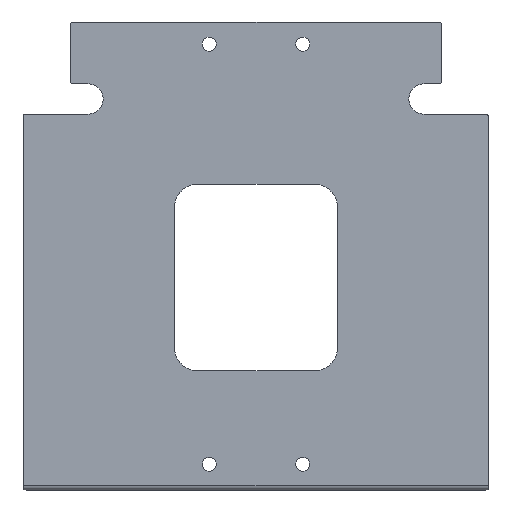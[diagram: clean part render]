
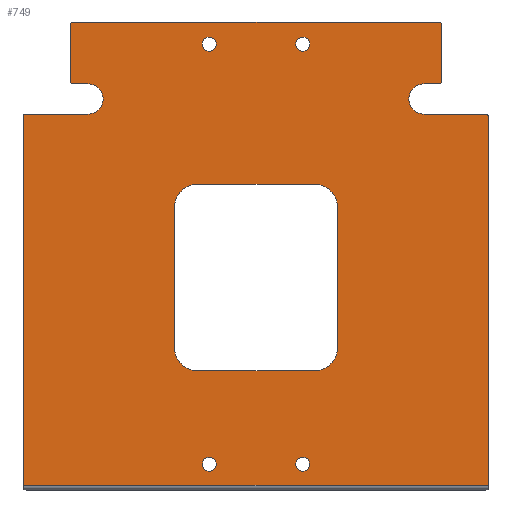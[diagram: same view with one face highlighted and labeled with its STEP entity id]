
A CAD part, top view. The second image highlights one B-rep face of the part: STEP entity #749.
In plain terms, the highlighted planar face has unit normal (0, 0, 1).
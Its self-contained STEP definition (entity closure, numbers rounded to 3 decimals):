
#15=FACE_BOUND('',#103,.T.);
#16=FACE_BOUND('',#104,.T.);
#17=FACE_BOUND('',#105,.T.);
#18=FACE_BOUND('',#106,.T.);
#19=FACE_BOUND('',#107,.T.);
#32=PLANE('',#818);
#61=FACE_OUTER_BOUND('',#102,.T.);
#102=EDGE_LOOP('',(#556,#557,#558,#559,#560,#561,#562,#563,#564,#565,#566,
#567,#568,#569,#570,#571,#572));
#103=EDGE_LOOP('',(#573,#574,#575,#576,#577,#578,#579,#580));
#104=EDGE_LOOP('',(#581));
#105=EDGE_LOOP('',(#582));
#106=EDGE_LOOP('',(#583));
#107=EDGE_LOOP('',(#584));
#143=LINE('',#1115,#214);
#147=LINE('',#1132,#218);
#151=LINE('',#1144,#222);
#166=LINE('',#1188,#237);
#169=LINE('',#1194,#240);
#170=LINE('',#1198,#241);
#171=LINE('',#1202,#242);
#172=LINE('',#1206,#243);
#173=LINE('',#1210,#244);
#174=LINE('',#1214,#245);
#175=LINE('',#1218,#246);
#176=LINE('',#1220,#247);
#177=LINE('',#1221,#248);
#178=LINE('',#1222,#249);
#214=VECTOR('',#883,10.);
#218=VECTOR('',#901,10.);
#222=VECTOR('',#913,10.);
#237=VECTOR('',#954,10.);
#240=VECTOR('',#959,10.);
#241=VECTOR('',#962,10.);
#242=VECTOR('',#965,10.);
#243=VECTOR('',#968,10.);
#244=VECTOR('',#971,10.);
#245=VECTOR('',#974,10.);
#246=VECTOR('',#977,10.);
#247=VECTOR('',#978,10.);
#248=VECTOR('',#979,10.);
#249=VECTOR('',#980,10.);
#282=CIRCLE('',#792,10.);
#283=CIRCLE('',#795,10.);
#286=CIRCLE('',#799,10.);
#288=CIRCLE('',#803,10.);
#293=CIRCLE('',#815,1.);
#295=CIRCLE('',#819,6.5);
#296=CIRCLE('',#820,1.);
#297=CIRCLE('',#821,1.);
#298=CIRCLE('',#822,1.);
#299=CIRCLE('',#823,1.);
#300=CIRCLE('',#824,6.5);
#301=CIRCLE('',#825,3.);
#302=CIRCLE('',#826,3.);
#303=CIRCLE('',#827,3.);
#304=CIRCLE('',#828,3.);
#321=VERTEX_POINT('',#1105);
#322=VERTEX_POINT('',#1107);
#324=VERTEX_POINT('',#1113);
#325=VERTEX_POINT('',#1117);
#329=VERTEX_POINT('',#1126);
#330=VERTEX_POINT('',#1128);
#333=VERTEX_POINT('',#1138);
#334=VERTEX_POINT('',#1140);
#346=VERTEX_POINT('',#1178);
#347=VERTEX_POINT('',#1179);
#350=VERTEX_POINT('',#1187);
#352=VERTEX_POINT('',#1193);
#353=VERTEX_POINT('',#1195);
#354=VERTEX_POINT('',#1197);
#355=VERTEX_POINT('',#1199);
#356=VERTEX_POINT('',#1201);
#357=VERTEX_POINT('',#1203);
#358=VERTEX_POINT('',#1205);
#359=VERTEX_POINT('',#1207);
#360=VERTEX_POINT('',#1209);
#361=VERTEX_POINT('',#1211);
#362=VERTEX_POINT('',#1213);
#363=VERTEX_POINT('',#1215);
#364=VERTEX_POINT('',#1217);
#365=VERTEX_POINT('',#1219);
#366=VERTEX_POINT('',#1223);
#367=VERTEX_POINT('',#1225);
#368=VERTEX_POINT('',#1227);
#369=VERTEX_POINT('',#1229);
#391=EDGE_CURVE('',#321,#322,#282,.T.);
#395=EDGE_CURVE('',#321,#324,#143,.T.);
#396=EDGE_CURVE('',#325,#324,#283,.T.);
#401=EDGE_CURVE('',#329,#330,#286,.T.);
#403=EDGE_CURVE('',#329,#322,#147,.T.);
#407=EDGE_CURVE('',#333,#334,#288,.T.);
#409=EDGE_CURVE('',#333,#330,#151,.T.);
#426=EDGE_CURVE('',#346,#347,#293,.T.);
#430=EDGE_CURVE('',#350,#347,#166,.T.);
#433=EDGE_CURVE('',#346,#352,#169,.T.);
#434=EDGE_CURVE('',#352,#353,#295,.T.);
#435=EDGE_CURVE('',#353,#354,#170,.T.);
#436=EDGE_CURVE('',#355,#354,#296,.T.);
#437=EDGE_CURVE('',#355,#356,#171,.T.);
#438=EDGE_CURVE('',#357,#356,#297,.T.);
#439=EDGE_CURVE('',#357,#358,#172,.T.);
#440=EDGE_CURVE('',#359,#358,#298,.T.);
#441=EDGE_CURVE('',#359,#360,#173,.T.);
#442=EDGE_CURVE('',#361,#360,#299,.T.);
#443=EDGE_CURVE('',#361,#362,#174,.T.);
#444=EDGE_CURVE('',#362,#363,#300,.T.);
#445=EDGE_CURVE('',#363,#364,#175,.T.);
#446=EDGE_CURVE('',#364,#365,#176,.T.);
#447=EDGE_CURVE('',#365,#350,#177,.T.);
#448=EDGE_CURVE('',#325,#334,#178,.T.);
#449=EDGE_CURVE('',#366,#366,#301,.T.);
#450=EDGE_CURVE('',#367,#367,#302,.T.);
#451=EDGE_CURVE('',#368,#368,#303,.T.);
#452=EDGE_CURVE('',#369,#369,#304,.T.);
#556=ORIENTED_EDGE('',*,*,#426,.F.);
#557=ORIENTED_EDGE('',*,*,#433,.T.);
#558=ORIENTED_EDGE('',*,*,#434,.T.);
#559=ORIENTED_EDGE('',*,*,#435,.T.);
#560=ORIENTED_EDGE('',*,*,#436,.F.);
#561=ORIENTED_EDGE('',*,*,#437,.T.);
#562=ORIENTED_EDGE('',*,*,#438,.F.);
#563=ORIENTED_EDGE('',*,*,#439,.T.);
#564=ORIENTED_EDGE('',*,*,#440,.F.);
#565=ORIENTED_EDGE('',*,*,#441,.T.);
#566=ORIENTED_EDGE('',*,*,#442,.F.);
#567=ORIENTED_EDGE('',*,*,#443,.T.);
#568=ORIENTED_EDGE('',*,*,#444,.T.);
#569=ORIENTED_EDGE('',*,*,#445,.T.);
#570=ORIENTED_EDGE('',*,*,#446,.T.);
#571=ORIENTED_EDGE('',*,*,#447,.T.);
#572=ORIENTED_EDGE('',*,*,#430,.T.);
#573=ORIENTED_EDGE('',*,*,#409,.T.);
#574=ORIENTED_EDGE('',*,*,#401,.F.);
#575=ORIENTED_EDGE('',*,*,#403,.T.);
#576=ORIENTED_EDGE('',*,*,#391,.F.);
#577=ORIENTED_EDGE('',*,*,#395,.T.);
#578=ORIENTED_EDGE('',*,*,#396,.F.);
#579=ORIENTED_EDGE('',*,*,#448,.T.);
#580=ORIENTED_EDGE('',*,*,#407,.F.);
#581=ORIENTED_EDGE('',*,*,#449,.T.);
#582=ORIENTED_EDGE('',*,*,#450,.T.);
#583=ORIENTED_EDGE('',*,*,#451,.T.);
#584=ORIENTED_EDGE('',*,*,#452,.T.);
#749=ADVANCED_FACE('',(#61,#15,#16,#17,#18,#19),#32,.T.);
#792=AXIS2_PLACEMENT_3D('',#1108,#876,#877);
#795=AXIS2_PLACEMENT_3D('',#1118,#886,#887);
#799=AXIS2_PLACEMENT_3D('',#1129,#896,#897);
#803=AXIS2_PLACEMENT_3D('',#1141,#908,#909);
#815=AXIS2_PLACEMENT_3D('',#1180,#946,#947);
#818=AXIS2_PLACEMENT_3D('',#1192,#957,#958);
#819=AXIS2_PLACEMENT_3D('',#1196,#960,#961);
#820=AXIS2_PLACEMENT_3D('',#1200,#963,#964);
#821=AXIS2_PLACEMENT_3D('',#1204,#966,#967);
#822=AXIS2_PLACEMENT_3D('',#1208,#969,#970);
#823=AXIS2_PLACEMENT_3D('',#1212,#972,#973);
#824=AXIS2_PLACEMENT_3D('',#1216,#975,#976);
#825=AXIS2_PLACEMENT_3D('',#1224,#981,#982);
#826=AXIS2_PLACEMENT_3D('',#1226,#983,#984);
#827=AXIS2_PLACEMENT_3D('',#1228,#985,#986);
#828=AXIS2_PLACEMENT_3D('',#1230,#987,#988);
#876=DIRECTION('center_axis',(0.,0.,1.));
#877=DIRECTION('ref_axis',(-0.707,0.707,0.));
#883=DIRECTION('',(1.,0.,0.));
#886=DIRECTION('center_axis',(0.,0.,1.));
#887=DIRECTION('ref_axis',(0.707,0.707,0.));
#896=DIRECTION('center_axis',(0.,0.,1.));
#897=DIRECTION('ref_axis',(-0.707,-0.707,0.));
#901=DIRECTION('',(0.,1.,0.));
#908=DIRECTION('center_axis',(0.,0.,1.));
#909=DIRECTION('ref_axis',(0.707,-0.707,0.));
#913=DIRECTION('',(-1.,0.,0.));
#946=DIRECTION('center_axis',(0.,0.,-1.));
#947=DIRECTION('ref_axis',(0.707,0.707,0.));
#954=DIRECTION('',(0.,1.,0.));
#957=DIRECTION('center_axis',(0.,0.,1.));
#958=DIRECTION('ref_axis',(1.,0.,0.));
#959=DIRECTION('',(-1.,0.,0.));
#960=DIRECTION('center_axis',(0.,0.,-1.));
#961=DIRECTION('ref_axis',(0.,1.,0.));
#962=DIRECTION('',(1.,0.,0.));
#963=DIRECTION('center_axis',(0.,0.,-1.));
#964=DIRECTION('ref_axis',(0.707,-0.707,0.));
#965=DIRECTION('',(0.,1.,0.));
#966=DIRECTION('center_axis',(0.,0.,-1.));
#967=DIRECTION('ref_axis',(0.707,0.707,0.));
#968=DIRECTION('',(-1.,0.,0.));
#969=DIRECTION('center_axis',(0.,0.,-1.));
#970=DIRECTION('ref_axis',(-0.707,0.707,0.));
#971=DIRECTION('',(0.,-1.,0.));
#972=DIRECTION('center_axis',(0.,0.,-1.));
#973=DIRECTION('ref_axis',(-0.707,-0.707,0.));
#974=DIRECTION('',(1.,0.,0.));
#975=DIRECTION('center_axis',(0.,0.,-1.));
#976=DIRECTION('ref_axis',(0.,-1.,0.));
#977=DIRECTION('',(-1.,0.,0.));
#978=DIRECTION('',(0.,-1.,0.));
#979=DIRECTION('',(1.,0.,0.));
#980=DIRECTION('',(0.,-1.,0.));
#981=DIRECTION('center_axis',(0.,0.,-1.));
#982=DIRECTION('ref_axis',(1.,0.,0.));
#983=DIRECTION('center_axis',(0.,0.,-1.));
#984=DIRECTION('ref_axis',(1.,0.,0.));
#985=DIRECTION('center_axis',(0.,0.,-1.));
#986=DIRECTION('ref_axis',(1.,0.,0.));
#987=DIRECTION('center_axis',(0.,0.,-1.));
#988=DIRECTION('ref_axis',(1.,0.,0.));
#1105=CARTESIAN_POINT('',(-25.,-70.,1.));
#1107=CARTESIAN_POINT('',(-35.,-80.,1.));
#1108=CARTESIAN_POINT('Origin',(-25.,-80.,1.));
#1113=CARTESIAN_POINT('',(25.,-70.,1.));
#1115=CARTESIAN_POINT('',(-35.,-70.,1.));
#1117=CARTESIAN_POINT('',(35.,-80.,1.));
#1118=CARTESIAN_POINT('Origin',(25.,-80.,1.));
#1126=CARTESIAN_POINT('',(-35.,-140.,1.));
#1128=CARTESIAN_POINT('',(-25.,-150.,1.));
#1129=CARTESIAN_POINT('Origin',(-25.,-140.,1.));
#1132=CARTESIAN_POINT('',(-35.,-150.,1.));
#1138=CARTESIAN_POINT('',(25.,-150.,1.));
#1140=CARTESIAN_POINT('',(35.,-140.,1.));
#1141=CARTESIAN_POINT('Origin',(25.,-140.,1.));
#1144=CARTESIAN_POINT('',(35.,-150.,1.));
#1178=CARTESIAN_POINT('',(98.5,-40.,1.));
#1179=CARTESIAN_POINT('',(99.5,-41.,1.));
#1180=CARTESIAN_POINT('Origin',(98.5,-41.,1.));
#1187=CARTESIAN_POINT('',(99.5,-199.,1.));
#1188=CARTESIAN_POINT('',(99.5,-40.,1.));
#1192=CARTESIAN_POINT('Origin',(-49.75,-100.25,1.));
#1193=CARTESIAN_POINT('',(72.,-40.,1.));
#1194=CARTESIAN_POINT('',(79.5,-40.,1.));
#1195=CARTESIAN_POINT('',(72.,-27.,1.));
#1196=CARTESIAN_POINT('Origin',(72.,-33.5,1.));
#1197=CARTESIAN_POINT('',(78.5,-27.,1.));
#1198=CARTESIAN_POINT('',(72.,-27.,1.));
#1199=CARTESIAN_POINT('',(79.5,-26.,1.));
#1200=CARTESIAN_POINT('Origin',(78.5,-26.,1.));
#1201=CARTESIAN_POINT('',(79.5,-1.5,1.));
#1202=CARTESIAN_POINT('',(79.5,-0.5,1.));
#1203=CARTESIAN_POINT('',(78.5,-0.5,1.));
#1204=CARTESIAN_POINT('Origin',(78.5,-1.5,1.));
#1205=CARTESIAN_POINT('',(-78.5,-0.5,1.));
#1206=CARTESIAN_POINT('',(0.,-0.5,1.));
#1207=CARTESIAN_POINT('',(-79.5,-1.5,1.));
#1208=CARTESIAN_POINT('Origin',(-78.5,-1.5,1.));
#1209=CARTESIAN_POINT('',(-79.5,-26.,1.));
#1210=CARTESIAN_POINT('',(-79.5,-0.5,1.));
#1211=CARTESIAN_POINT('',(-78.5,-27.,1.));
#1212=CARTESIAN_POINT('Origin',(-78.5,-26.,1.));
#1213=CARTESIAN_POINT('',(-72.,-27.,1.));
#1214=CARTESIAN_POINT('',(-72.,-27.,1.));
#1215=CARTESIAN_POINT('',(-72.,-40.,1.));
#1216=CARTESIAN_POINT('Origin',(-72.,-33.5,1.));
#1217=CARTESIAN_POINT('',(-99.5,-40.,1.));
#1218=CARTESIAN_POINT('',(-72.,-40.,1.));
#1219=CARTESIAN_POINT('',(-99.5,-199.,1.));
#1220=CARTESIAN_POINT('',(-99.5,-40.,1.));
#1221=CARTESIAN_POINT('',(24.875,-199.,1.));
#1222=CARTESIAN_POINT('',(35.,-50.,1.));
#1223=CARTESIAN_POINT('',(17.,-190.,1.));
#1224=CARTESIAN_POINT('Origin',(20.,-190.,1.));
#1225=CARTESIAN_POINT('',(17.,-10.,1.));
#1226=CARTESIAN_POINT('Origin',(20.,-10.,1.));
#1227=CARTESIAN_POINT('',(-23.,-190.,1.));
#1228=CARTESIAN_POINT('Origin',(-20.,-190.,1.));
#1229=CARTESIAN_POINT('',(-23.,-10.,1.));
#1230=CARTESIAN_POINT('Origin',(-20.,-10.,1.));
